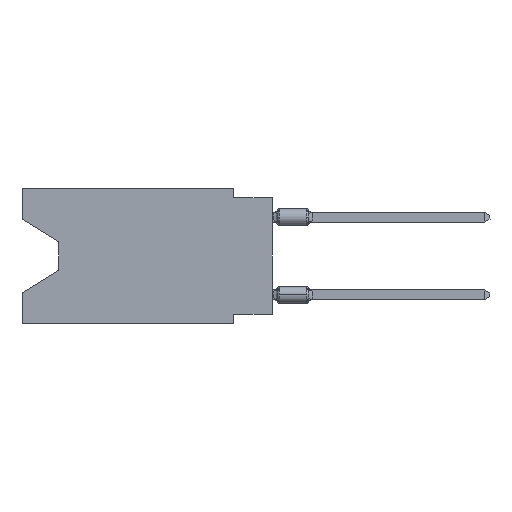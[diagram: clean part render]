
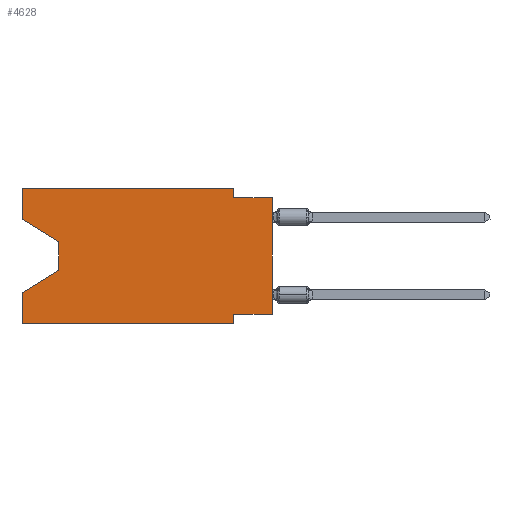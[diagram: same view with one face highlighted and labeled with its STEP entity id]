
A CAD part, left-side view. The second image highlights one B-rep face of the part: STEP entity #4628.
In plain terms, the highlighted planar face has unit normal (-1, 0, 0).
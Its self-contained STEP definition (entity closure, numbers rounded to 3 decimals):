
#273 = EDGE_CURVE ( 'NONE', #6621, #5280, #8823, .T. ) ;
#496 = VECTOR ( 'NONE', #20469, 1000. ) ;
#818 = EDGE_CURVE ( 'NONE', #20611, #13512, #25047, .T. ) ;
#1212 = VECTOR ( 'NONE', #9940, 1000. ) ;
#1485 = EDGE_CURVE ( 'NONE', #21307, #12330, #17884, .T. ) ;
#1765 = VECTOR ( 'NONE', #7918, 1000. ) ;
#1882 = ORIENTED_EDGE ( 'NONE', *, *, #273, .T. ) ;
#3210 = CARTESIAN_POINT ( 'NONE',  ( 0., 13.97, -3.505 ) ) ;
#3231 = LINE ( 'NONE', #21317, #14978 ) ;
#3877 = ORIENTED_EDGE ( 'NONE', *, *, #17905, .T. ) ;
#3952 = DIRECTION ( 'NONE',  ( 0., 1., 0. ) ) ;
#3976 = LINE ( 'NONE', #16167, #6800 ) ;
#4113 = CARTESIAN_POINT ( 'NONE',  ( 0., 0., 0. ) ) ;
#4257 = ORIENTED_EDGE ( 'NONE', *, *, #17414, .T. ) ;
#4628 = ADVANCED_FACE ( 'NONE', ( #7496 ), #21516, .F. ) ;
#4665 = CARTESIAN_POINT ( 'NONE',  ( 0., 13.97, -3.505 ) ) ;
#5280 = VERTEX_POINT ( 'NONE', #18975 ) ;
#5526 = DIRECTION ( 'NONE',  ( 0., 0., -1. ) ) ;
#6621 = VERTEX_POINT ( 'NONE', #25670 ) ;
#6633 = VECTOR ( 'NONE', #3952, 1000. ) ;
#6800 = VECTOR ( 'NONE', #10385, 1000. ) ;
#7336 = ORIENTED_EDGE ( 'NONE', *, *, #18233, .F. ) ;
#7398 = DIRECTION ( 'NONE',  ( 0., 0., -1. ) ) ;
#7450 = CARTESIAN_POINT ( 'NONE',  ( 0., 16.383, -2.038 ) ) ;
#7496 = FACE_OUTER_BOUND ( 'NONE', #16265, .T. ) ;
#7770 = ORIENTED_EDGE ( 'NONE', *, *, #12930, .F. ) ;
#7854 = LINE ( 'NONE', #11914, #1212 ) ;
#7918 = DIRECTION ( 'NONE',  ( 0., 0., 1. ) ) ;
#8071 = CARTESIAN_POINT ( 'NONE',  ( 0., 2.54, -8.255 ) ) ;
#8323 = CARTESIAN_POINT ( 'NONE',  ( 0., 0., -0.635 ) ) ;
#8340 = VERTEX_POINT ( 'NONE', #8071 ) ;
#8696 = CARTESIAN_POINT ( 'NONE',  ( 0., 16.383, -8.89 ) ) ;
#8823 = LINE ( 'NONE', #8696, #21149 ) ;
#8955 = DIRECTION ( 'NONE',  ( 0., 0., -1. ) ) ;
#9196 = ORIENTED_EDGE ( 'NONE', *, *, #818, .F. ) ;
#9660 = EDGE_CURVE ( 'NONE', #23754, #20285, #13170, .T. ) ;
#9940 = DIRECTION ( 'NONE',  ( 0., 0., -1. ) ) ;
#10215 = CARTESIAN_POINT ( 'NONE',  ( 0., 13.97, -5.385 ) ) ;
#10227 = AXIS2_PLACEMENT_3D ( 'NONE', #15485, #18899, #5526 ) ;
#10385 = DIRECTION ( 'NONE',  ( 0., -1., 0. ) ) ;
#10407 = ORIENTED_EDGE ( 'NONE', *, *, #16270, .F. ) ;
#11088 = CARTESIAN_POINT ( 'NONE',  ( 0., 16.383, 0. ) ) ;
#11224 = DIRECTION ( 'NONE',  ( 0., 0.855, -0.519 ) ) ;
#11229 = ORIENTED_EDGE ( 'NONE', *, *, #17537, .F. ) ;
#11898 = CARTESIAN_POINT ( 'NONE',  ( 0., 16.383, 0. ) ) ;
#11914 = CARTESIAN_POINT ( 'NONE',  ( 0., 2.54, -8.89 ) ) ;
#11951 = VERTEX_POINT ( 'NONE', #24864 ) ;
#12330 = VERTEX_POINT ( 'NONE', #8323 ) ;
#12745 = CARTESIAN_POINT ( 'NONE',  ( 0., 0., -8.255 ) ) ;
#12930 = EDGE_CURVE ( 'NONE', #6621, #11951, #17424, .T. ) ;
#13170 = LINE ( 'NONE', #3210, #13263 ) ;
#13263 = VECTOR ( 'NONE', #7398, 1000. ) ;
#13512 = VERTEX_POINT ( 'NONE', #16290 ) ;
#13565 = VECTOR ( 'NONE', #17298, 1000. ) ;
#14978 = VECTOR ( 'NONE', #11224, 1000. ) ;
#15485 = CARTESIAN_POINT ( 'NONE',  ( 0., 16.383, 0. ) ) ;
#15565 = LINE ( 'NONE', #7450, #19988 ) ;
#15732 = CARTESIAN_POINT ( 'NONE',  ( 0., 2.54, -0.635 ) ) ;
#16167 = CARTESIAN_POINT ( 'NONE',  ( 0., 0., -0.635 ) ) ;
#16265 = EDGE_LOOP ( 'NONE', ( #4257, #17138, #3877, #7770, #1882, #18144, #23747, #18678, #10407, #7336, #9196, #11229 ) ) ;
#16270 = EDGE_CURVE ( 'NONE', #18861, #12330, #3976, .T. ) ;
#16290 = CARTESIAN_POINT ( 'NONE',  ( 0., 2.54, 0. ) ) ;
#17096 = LINE ( 'NONE', #19307, #22081 ) ;
#17138 = ORIENTED_EDGE ( 'NONE', *, *, #9660, .T. ) ;
#17298 = DIRECTION ( 'NONE',  ( 0., 0., 1. ) ) ;
#17414 = EDGE_CURVE ( 'NONE', #17515, #23754, #15565, .T. ) ;
#17417 = LINE ( 'NONE', #25392, #25831 ) ;
#17424 = LINE ( 'NONE', #11898, #13565 ) ;
#17515 = VERTEX_POINT ( 'NONE', #25272 ) ;
#17537 = EDGE_CURVE ( 'NONE', #17515, #20611, #17417, .T. ) ;
#17662 = DIRECTION ( 'NONE',  ( 0., 0., 1. ) ) ;
#17884 = LINE ( 'NONE', #4113, #1765 ) ;
#17905 = EDGE_CURVE ( 'NONE', #20285, #11951, #3231, .T. ) ;
#18144 = ORIENTED_EDGE ( 'NONE', *, *, #24581, .F. ) ;
#18233 = EDGE_CURVE ( 'NONE', #13512, #18861, #17096, .T. ) ;
#18357 = LINE ( 'NONE', #20200, #6633 ) ;
#18678 = ORIENTED_EDGE ( 'NONE', *, *, #1485, .T. ) ;
#18861 = VERTEX_POINT ( 'NONE', #15732 ) ;
#18899 = DIRECTION ( 'NONE',  ( 1., 0., 0. ) ) ;
#18975 = CARTESIAN_POINT ( 'NONE',  ( 0., 2.54, -8.89 ) ) ;
#19307 = CARTESIAN_POINT ( 'NONE',  ( 0., 2.54, 0. ) ) ;
#19988 = VECTOR ( 'NONE', #23187, 1000. ) ;
#20200 = CARTESIAN_POINT ( 'NONE',  ( 0., 0., -8.255 ) ) ;
#20285 = VERTEX_POINT ( 'NONE', #10215 ) ;
#20469 = DIRECTION ( 'NONE',  ( 0., -1., 0. ) ) ;
#20611 = VERTEX_POINT ( 'NONE', #11088 ) ;
#21149 = VECTOR ( 'NONE', #24952, 1000. ) ;
#21307 = VERTEX_POINT ( 'NONE', #12745 ) ;
#21317 = CARTESIAN_POINT ( 'NONE',  ( 0., 13.97, -5.385 ) ) ;
#21516 = PLANE ( 'NONE',  #10227 ) ;
#22081 = VECTOR ( 'NONE', #8955, 1000. ) ;
#22437 = CARTESIAN_POINT ( 'NONE',  ( 0., 16.383, 0. ) ) ;
#23187 = DIRECTION ( 'NONE',  ( 0., -0.855, -0.519 ) ) ;
#23747 = ORIENTED_EDGE ( 'NONE', *, *, #24096, .F. ) ;
#23754 = VERTEX_POINT ( 'NONE', #4665 ) ;
#24096 = EDGE_CURVE ( 'NONE', #21307, #8340, #18357, .T. ) ;
#24581 = EDGE_CURVE ( 'NONE', #8340, #5280, #7854, .T. ) ;
#24864 = CARTESIAN_POINT ( 'NONE',  ( 0., 16.383, -6.852 ) ) ;
#24952 = DIRECTION ( 'NONE',  ( 0., -1., 0. ) ) ;
#25047 = LINE ( 'NONE', #22437, #496 ) ;
#25272 = CARTESIAN_POINT ( 'NONE',  ( 0., 16.383, -2.038 ) ) ;
#25392 = CARTESIAN_POINT ( 'NONE',  ( 0., 16.383, 0. ) ) ;
#25670 = CARTESIAN_POINT ( 'NONE',  ( 0., 16.383, -8.89 ) ) ;
#25831 = VECTOR ( 'NONE', #17662, 1000. ) ;
